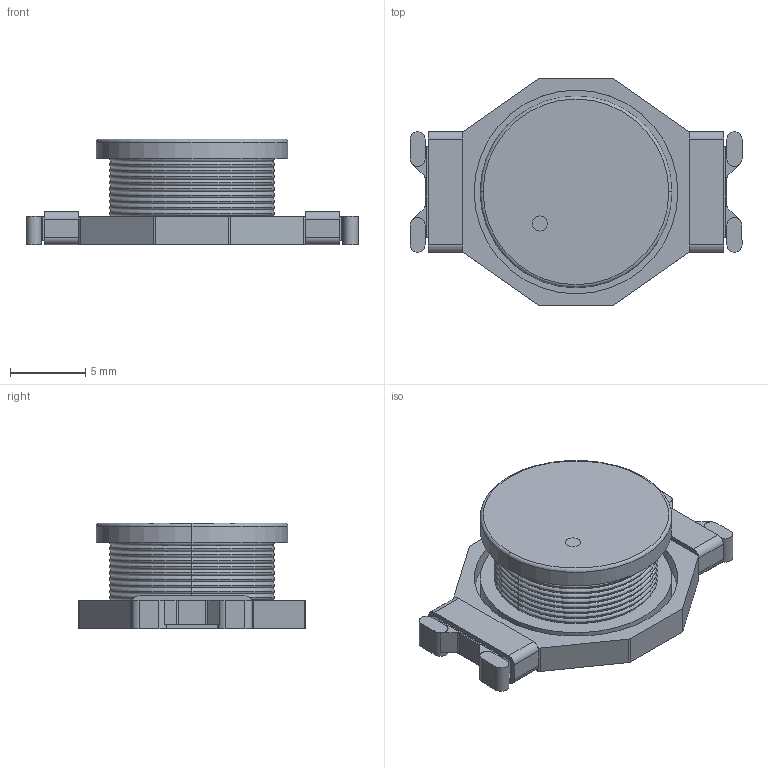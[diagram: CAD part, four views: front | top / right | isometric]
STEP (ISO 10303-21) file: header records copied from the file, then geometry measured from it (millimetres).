
FILE_DESCRIPTION((''),'2;1');
FILE_NAME('IND_WURTH_WE-PD4-XL.stp','2011-06-07T17:52:19',(''),(''),'Mechanical Desktop 2011','Mechanical Desktop 2011',', , ');
FILE_SCHEMA(('AUTOMOTIVE_DESIGN { 1 2 10303 214 1 1 1 1 }'));
Length unit declared in the file: millimetre
Products named in the file (2): Product; L�tfl�che
Bounding box: 22 x 15 x 7 mm (x, y, z)
Volume: 742.4 mm3; surface area: 2087.8 mm2
Topology: 25 solids, 25 shells, 182 faces, 409 edges, 259 vertices
Faces by surface type: plane 64, cylinder 44, torus 42, bspline 32
Entity records: 4741 total; most frequent: CARTESIAN_POINT 962, DIRECTION 804, ORIENTED_EDGE 720, EDGE_CURVE 360, AXIS2_PLACEMENT_3D 308, VERTEX_POINT 226, VECTOR 188, LINE 188
